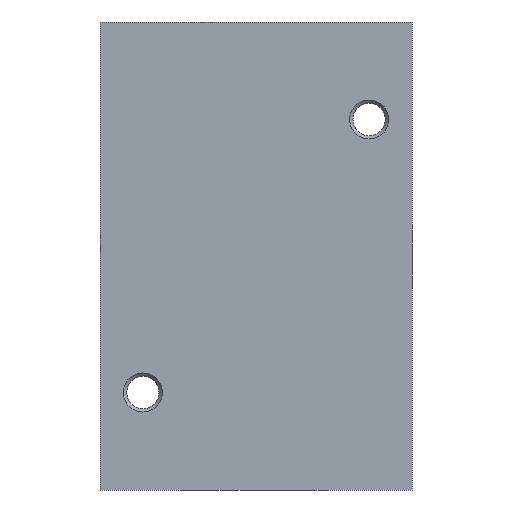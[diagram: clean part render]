
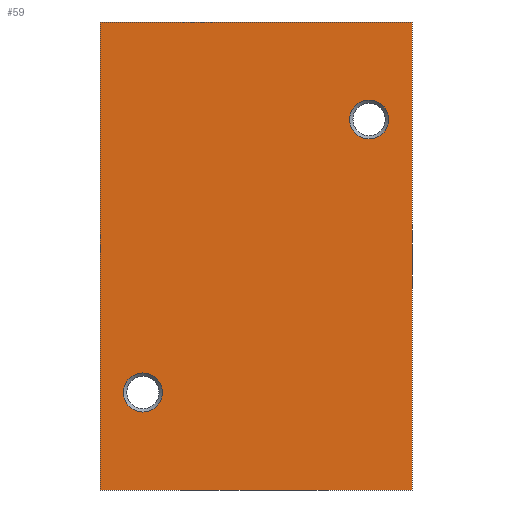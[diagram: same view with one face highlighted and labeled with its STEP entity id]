
A CAD part, front view. The second image highlights one B-rep face of the part: STEP entity #59.
In plain terms, the highlighted planar face has unit normal (0, -1, 0).
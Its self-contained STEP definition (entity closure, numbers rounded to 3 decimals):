
#59 = ADVANCED_FACE( '', ( #129, #130, #131 ), #132, .F. );
#129 = FACE_BOUND( '', #212, .T. );
#130 = FACE_BOUND( '', #213, .T. );
#131 = FACE_OUTER_BOUND( '', #214, .T. );
#132 = PLANE( '', #215 );
#212 = EDGE_LOOP( '', ( #321 ) );
#213 = EDGE_LOOP( '', ( #322 ) );
#214 = EDGE_LOOP( '', ( #323, #324, #325, #326 ) );
#215 = AXIS2_PLACEMENT_3D( '', #327, #328, #329 );
#321 = ORIENTED_EDGE( '', *, *, #432, .F. );
#322 = ORIENTED_EDGE( '', *, *, #427, .F. );
#323 = ORIENTED_EDGE( '', *, *, #411, .T. );
#324 = ORIENTED_EDGE( '', *, *, #433, .F. );
#325 = ORIENTED_EDGE( '', *, *, #419, .F. );
#326 = ORIENTED_EDGE( '', *, *, #424, .T. );
#327 = CARTESIAN_POINT( '', ( -20., 0., 60. ) );
#328 = DIRECTION( '', ( 0., 1., 0. ) );
#329 = DIRECTION( '', ( 0., 0., 1. ) );
#411 = EDGE_CURVE( '', #473, #471, #474, .T. );
#419 = EDGE_CURVE( '', #485, #487, #488, .T. );
#424 = EDGE_CURVE( '', #485, #473, #495, .T. );
#427 = EDGE_CURVE( '', #498, #498, #499, .T. );
#432 = EDGE_CURVE( '', #504, #504, #505, .T. );
#433 = EDGE_CURVE( '', #487, #471, #506, .T. );
#471 = VERTEX_POINT( '', #618 );
#473 = VERTEX_POINT( '', #621 );
#474 = LINE( '', #622, #623 );
#485 = VERTEX_POINT( '', #636 );
#487 = VERTEX_POINT( '', #639 );
#488 = LINE( '', #640, #641 );
#495 = LINE( '', #651, #652 );
#498 = VERTEX_POINT( '', #656 );
#499 = CIRCLE( '', #657, 2.5 );
#504 = VERTEX_POINT( '', #664 );
#505 = CIRCLE( '', #665, 2.5 );
#506 = LINE( '', #666, #667 );
#618 = CARTESIAN_POINT( '', ( 20., 0., 0. ) );
#621 = CARTESIAN_POINT( '', ( -20., 0., 0. ) );
#622 = CARTESIAN_POINT( '', ( -20., 0., 0. ) );
#623 = VECTOR( '', #708, 1000. );
#636 = CARTESIAN_POINT( '', ( -20., 0., 60. ) );
#639 = CARTESIAN_POINT( '', ( 20., 0., 60. ) );
#640 = CARTESIAN_POINT( '', ( -20., 0., 60. ) );
#641 = VECTOR( '', #718, 1000. );
#651 = CARTESIAN_POINT( '', ( -20., 0., 60. ) );
#652 = VECTOR( '', #722, 1000. );
#656 = CARTESIAN_POINT( '', ( 14.5, 0., 45. ) );
#657 = AXIS2_PLACEMENT_3D( '', #724, #725, #726 );
#664 = CARTESIAN_POINT( '', ( -14.5, 0., 10. ) );
#665 = AXIS2_PLACEMENT_3D( '', #729, #730, #731 );
#666 = CARTESIAN_POINT( '', ( 20., 0., 60. ) );
#667 = VECTOR( '', #732, 1000. );
#708 = DIRECTION( '', ( 1., 0., 0. ) );
#718 = DIRECTION( '', ( 1., 0., 0. ) );
#722 = DIRECTION( '', ( 0., 0., -1. ) );
#724 = CARTESIAN_POINT( '', ( 14.5, 0., 47.5 ) );
#725 = DIRECTION( '', ( 0., -1., 0. ) );
#726 = DIRECTION( '', ( 0., 0., -1. ) );
#729 = CARTESIAN_POINT( '', ( -14.5, 0., 12.5 ) );
#730 = DIRECTION( '', ( 0., -1., 0. ) );
#731 = DIRECTION( '', ( 0., 0., -1. ) );
#732 = DIRECTION( '', ( 0., 0., -1. ) );
